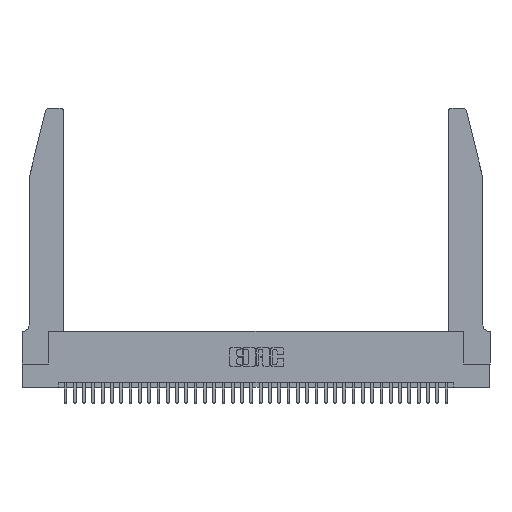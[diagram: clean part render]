
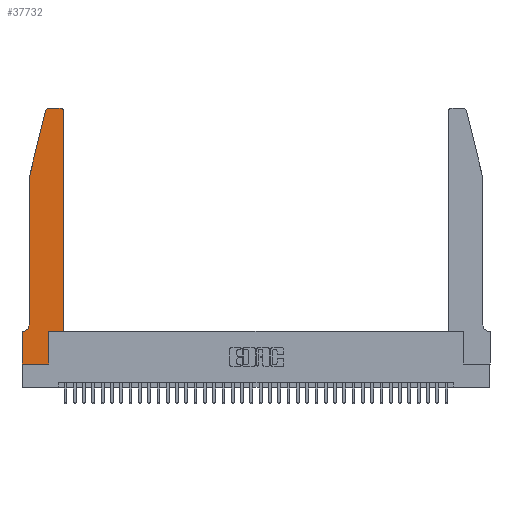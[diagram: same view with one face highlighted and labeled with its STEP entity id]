
A CAD part, top view. The second image highlights one B-rep face of the part: STEP entity #37732.
In plain terms, the highlighted planar face has unit normal (0, 0, 1).
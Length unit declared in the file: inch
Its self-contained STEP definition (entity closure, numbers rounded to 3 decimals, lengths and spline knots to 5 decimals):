
#92 = DIRECTION ( 'NONE',  ( 1., 0., 0. ) ) ;
#447 = FACE_OUTER_BOUND ( 'NONE', #33813, .T. ) ;
#606 = ORIENTED_EDGE ( 'NONE', *, *, #9763, .T. ) ;
#790 = EDGE_CURVE ( 'NONE', #36220, #9328, #29501, .T. ) ;
#910 = DIRECTION ( 'NONE',  ( 1., 0., 0. ) ) ;
#1249 = ORIENTED_EDGE ( 'NONE', *, *, #34338, .T. ) ;
#1938 = VECTOR ( 'NONE', #8681, 39.37008 ) ;
#2797 = VERTEX_POINT ( 'NONE', #16716 ) ;
#3305 = CARTESIAN_POINT ( 'NONE',  ( 0.0755, 2., 0.37 ) ) ;
#3331 = CARTESIAN_POINT ( 'NONE',  ( 0.284, 2.72, 0.37 ) ) ;
#4173 = DIRECTION ( 'NONE',  ( 0., 0., -1. ) ) ;
#4797 = CARTESIAN_POINT ( 'NONE',  ( 0.2865, 0., 0.37 ) ) ;
#5330 = LINE ( 'NONE', #3305, #31749 ) ;
#5694 = VECTOR ( 'NONE', #37763, 39.37008 ) ;
#5867 = CARTESIAN_POINT ( 'NONE',  ( 0.4505, 0.35, 0.37 ) ) ;
#5985 = CARTESIAN_POINT ( 'NONE',  ( 0., 0., 0.37 ) ) ;
#6132 = CARTESIAN_POINT ( 'NONE',  ( 0.4505, 0.35, 0.37 ) ) ;
#6360 = DIRECTION ( 'NONE',  ( 1., 0., 0. ) ) ;
#6393 = VECTOR ( 'NONE', #9068, 39.37008 ) ;
#6409 = VECTOR ( 'NONE', #35206, 39.37008 ) ;
#6542 = CIRCLE ( 'NONE', #37360, 0.07 ) ;
#6593 = VERTEX_POINT ( 'NONE', #6666 ) ;
#6666 = CARTESIAN_POINT ( 'NONE',  ( 0.2865, 0.35, 0.37 ) ) ;
#7123 = CARTESIAN_POINT ( 'NONE',  ( 0.2605, 2.75, 0.37 ) ) ;
#7405 = VERTEX_POINT ( 'NONE', #10068 ) ;
#8086 = DIRECTION ( 'NONE',  ( -1., 0., 0. ) ) ;
#8096 = CARTESIAN_POINT ( 'NONE',  ( 0.4505, 2.72, 0.37 ) ) ;
#8098 = CARTESIAN_POINT ( 'NONE',  ( 0.2865, 0.35, 0.37 ) ) ;
#8681 = DIRECTION ( 'NONE',  ( 0., 1., 0. ) ) ;
#8862 = LINE ( 'NONE', #5985, #23575 ) ;
#9068 = DIRECTION ( 'NONE',  ( 1., 0., 0. ) ) ;
#9089 = ORIENTED_EDGE ( 'NONE', *, *, #9421, .T. ) ;
#9125 = VERTEX_POINT ( 'NONE', #31129 ) ;
#9328 = VERTEX_POINT ( 'NONE', #23375 ) ;
#9421 = EDGE_CURVE ( 'NONE', #31100, #2797, #14236, .T. ) ;
#9510 = AXIS2_PLACEMENT_3D ( 'NONE', #35924, #18753, #910 ) ;
#9763 = EDGE_CURVE ( 'NONE', #32258, #31100, #34109, .T. ) ;
#10068 = CARTESIAN_POINT ( 'NONE',  ( 0.25487, 2.72718, 0.37 ) ) ;
#11070 = DIRECTION ( 'NONE',  ( 0., 1., 0. ) ) ;
#11937 = VERTEX_POINT ( 'NONE', #8096 ) ;
#14066 = VECTOR ( 'NONE', #8086, 39.37008 ) ;
#14236 = LINE ( 'NONE', #18018, #6409 ) ;
#14303 = EDGE_CURVE ( 'NONE', #21057, #6593, #29969, .T. ) ;
#14666 = CIRCLE ( 'NONE', #9510, 0.03 ) ;
#14894 = VERTEX_POINT ( 'NONE', #28605 ) ;
#15497 = ORIENTED_EDGE ( 'NONE', *, *, #36792, .T. ) ;
#15774 = EDGE_CURVE ( 'NONE', #7405, #14894, #35650, .T. ) ;
#16716 = CARTESIAN_POINT ( 'NONE',  ( 0., 0., 0.37 ) ) ;
#16916 = DIRECTION ( 'NONE',  ( 0., 0., 1. ) ) ;
#17889 = ORIENTED_EDGE ( 'NONE', *, *, #29099, .T. ) ;
#18018 = CARTESIAN_POINT ( 'NONE',  ( 0., 0., 0.37 ) ) ;
#18025 = VERTEX_POINT ( 'NONE', #27061 ) ;
#18102 = CARTESIAN_POINT ( 'NONE',  ( 0., 0.35, 0.37 ) ) ;
#18753 = DIRECTION ( 'NONE',  ( 0., 0., 1. ) ) ;
#19459 = ORIENTED_EDGE ( 'NONE', *, *, #22974, .T. ) ;
#21057 = VERTEX_POINT ( 'NONE', #4797 ) ;
#21838 = CARTESIAN_POINT ( 'NONE',  ( 0.0055, 0.42, 0.37 ) ) ;
#22974 = EDGE_CURVE ( 'NONE', #9125, #11937, #32182, .T. ) ;
#23366 = CIRCLE ( 'NONE', #28952, 0.03 ) ;
#23375 = CARTESIAN_POINT ( 'NONE',  ( 0.284, 2.75, 0.37 ) ) ;
#23575 = VECTOR ( 'NONE', #92, 39.37008 ) ;
#23623 = ORIENTED_EDGE ( 'NONE', *, *, #790, .T. ) ;
#23941 = DIRECTION ( 'NONE',  ( 0., 0., 1. ) ) ;
#24694 = DIRECTION ( 'NONE',  ( -1., 0., 0. ) ) ;
#25068 = DIRECTION ( 'NONE',  ( -1., 0., 0. ) ) ;
#25747 = ORIENTED_EDGE ( 'NONE', *, *, #34496, .T. ) ;
#25970 = EDGE_CURVE ( 'NONE', #18025, #32258, #6542, .T. ) ;
#26325 = EDGE_CURVE ( 'NONE', #2797, #21057, #8862, .T. ) ;
#26498 = VECTOR ( 'NONE', #25068, 39.37008 ) ;
#26774 = DIRECTION ( 'NONE',  ( 0., -1., 0. ) ) ;
#27061 = CARTESIAN_POINT ( 'NONE',  ( 0.0755, 0.42, 0.37 ) ) ;
#27948 = CARTESIAN_POINT ( 'NONE',  ( 0.0755, 0.35, 0.37 ) ) ;
#28421 = PLANE ( 'NONE',  #36041 ) ;
#28605 = CARTESIAN_POINT ( 'NONE',  ( 0.0755, 2., 0.37 ) ) ;
#28952 = AXIS2_PLACEMENT_3D ( 'NONE', #3331, #23941, #6360 ) ;
#29099 = EDGE_CURVE ( 'NONE', #9328, #7405, #23366, .T. ) ;
#29501 = LINE ( 'NONE', #7123, #14066 ) ;
#29654 = LINE ( 'NONE', #6132, #6393 ) ;
#29969 = LINE ( 'NONE', #8098, #36666 ) ;
#30471 = ORIENTED_EDGE ( 'NONE', *, *, #25970, .T. ) ;
#31064 = ORIENTED_EDGE ( 'NONE', *, *, #14303, .T. ) ;
#31100 = VERTEX_POINT ( 'NONE', #18102 ) ;
#31129 = CARTESIAN_POINT ( 'NONE',  ( 0.4505, 0.35, 0.37 ) ) ;
#31206 = CARTESIAN_POINT ( 'NONE',  ( 0.0055, 0.35, 0.37 ) ) ;
#31749 = VECTOR ( 'NONE', #26774, 39.37008 ) ;
#32182 = LINE ( 'NONE', #5867, #1938 ) ;
#32258 = VERTEX_POINT ( 'NONE', #31206 ) ;
#33813 = EDGE_LOOP ( 'NONE', ( #23623, #17889, #34562, #15497, #30471, #606, #9089, #34064, #31064, #1249, #19459, #25747 ) ) ;
#34064 = ORIENTED_EDGE ( 'NONE', *, *, #26325, .T. ) ;
#34109 = LINE ( 'NONE', #27948, #26498 ) ;
#34163 = CARTESIAN_POINT ( 'NONE',  ( 0., 0.35, 0.37 ) ) ;
#34338 = EDGE_CURVE ( 'NONE', #6593, #9125, #29654, .T. ) ;
#34496 = EDGE_CURVE ( 'NONE', #11937, #36220, #14666, .T. ) ;
#34562 = ORIENTED_EDGE ( 'NONE', *, *, #15774, .T. ) ;
#34906 = CARTESIAN_POINT ( 'NONE',  ( 0.0755, 2., 0.37 ) ) ;
#35206 = DIRECTION ( 'NONE',  ( 0., -1., 0. ) ) ;
#35650 = LINE ( 'NONE', #34906, #5694 ) ;
#35683 = CARTESIAN_POINT ( 'NONE',  ( 0.4205, 2.75, 0.37 ) ) ;
#35924 = CARTESIAN_POINT ( 'NONE',  ( 0.4205, 2.72, 0.37 ) ) ;
#36041 = AXIS2_PLACEMENT_3D ( 'NONE', #34163, #16916, #37032 ) ;
#36220 = VERTEX_POINT ( 'NONE', #35683 ) ;
#36666 = VECTOR ( 'NONE', #11070, 39.37008 ) ;
#36792 = EDGE_CURVE ( 'NONE', #14894, #18025, #5330, .T. ) ;
#37032 = DIRECTION ( 'NONE',  ( 1., 0., 0. ) ) ;
#37360 = AXIS2_PLACEMENT_3D ( 'NONE', #21838, #4173, #24694 ) ;
#37732 = ADVANCED_FACE ( 'NONE', ( #447 ), #28421, .T. ) ;
#37763 = DIRECTION ( 'NONE',  ( -0.239, -0.971, 0. ) ) ;
